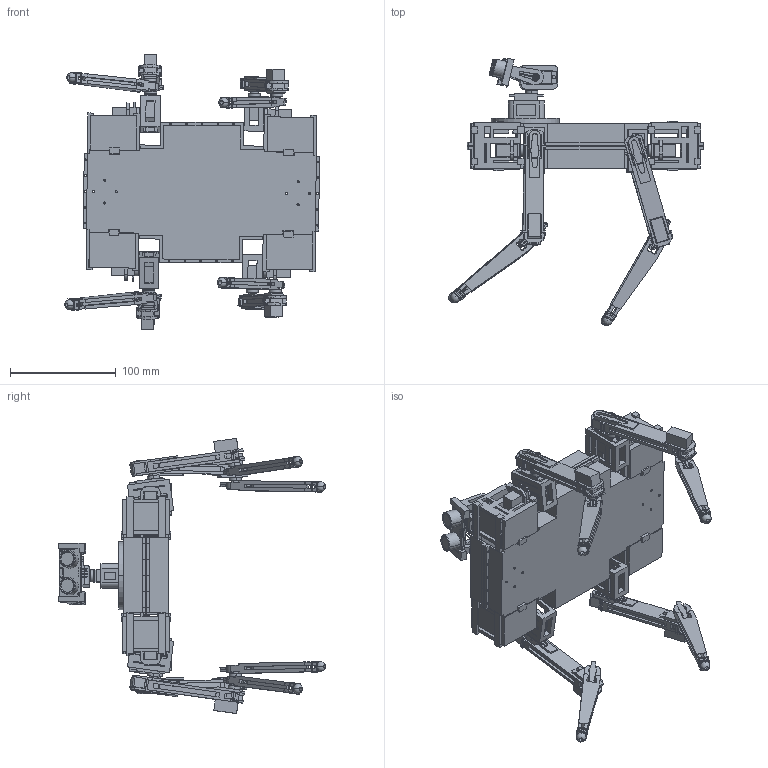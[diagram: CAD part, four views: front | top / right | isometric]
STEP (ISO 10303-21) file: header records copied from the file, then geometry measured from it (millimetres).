
FILE_DESCRIPTION (( 'STEP AP214' ), '1' );
FILE_NAME ('AssemX.STEP', '2020-11-25T13:32:34', ( '' ), ( '' ), 'SwSTEP 2.0', 'SolidWorks 2018', '' );
FILE_SCHEMA (( 'AUTOMOTIVE_DESIGN' ));
Length unit declared in the file: millimetre
Products named in the file (23): OrtaBacakXYZ; 3lu pin Pin 90 Derece Pin baglantisi; RöServo_Varsayilan; Alt servo tutucu_Varsayilan; OmuzTutucuXYZ; HC-SR04 Ping Sensor Assem; Horn Servo; GövdeTutucusuXYZ; OrtaBacakServoTutucu1XYZ; OmuzXYZA2; SG90 plastic Horn (1); AltBacakXYZ; Servo tutucu_Varsayilan; OrtaBacakServoTutucu0XYZ; 14lu SMT pin; Donusturucu; HC-SR04 Kristal; AyakXYZ; Sensor tutucu_Varsayilan; AssemX; Cpu1 SMT; PCB; KapakXYZ
Assembly tree (78 placements, depth 3):
  AssemX
    AltBacakXYZ  x4
    AyakXYZ  x4
    GövdeTutucusuXYZ  x2
    KapakXYZ  x2
    OrtaBacakServoTutucu0XYZ  x4
    OrtaBacakServoTutucu1XYZ  x4
    OrtaBacakXYZ  x4
    Horn Servo  x12
    SG90 plastic Horn (1)  x2
    RöServo_Varsayilan  x14
    OmuzTutucuXYZ  x4
    Alt servo tutucu_Varsayilan
    Sensor tutucu_Varsayilan
    Servo tutucu_Varsayilan
    HC-SR04 Ping Sensor Assem
      PCB
      Donusturucu  x2
      3lu pin Pin 90 Derece Pin baglantisi
      14lu SMT pin  x3
      Cpu1 SMT  x6
      HC-SR04 Kristal
    OmuzXYZA2  x4
Bounding box: 241.42 x 252.97 x 260.81 mm (x, y, z)
Volume: 589637.3 mm3; surface area: 394886.4 mm2
Topology: 77 solids, 77 shells, 4319 faces, 12507 edges, 8240 vertices
Faces by surface type: plane 2830, cylinder 1454, bspline 16, torus 11, sphere 8
Entity records: 45999 total; most frequent: CARTESIAN_POINT 8039, ORIENTED_EDGE 7662, DIRECTION 7389, EDGE_CURVE 3831, VECTOR 3039, LINE 3039, VERTEX_POINT 2521, AXIS2_PLACEMENT_3D 2175
